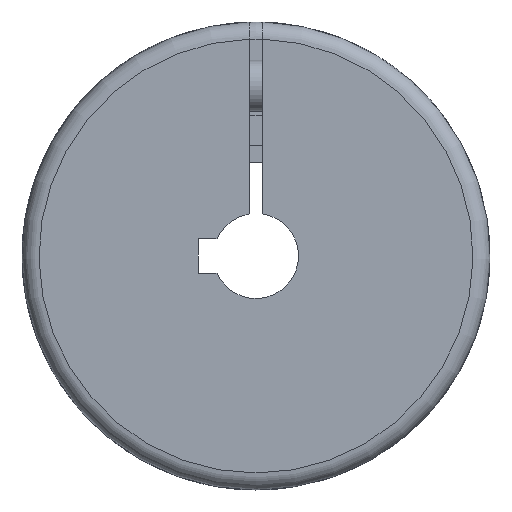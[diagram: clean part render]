
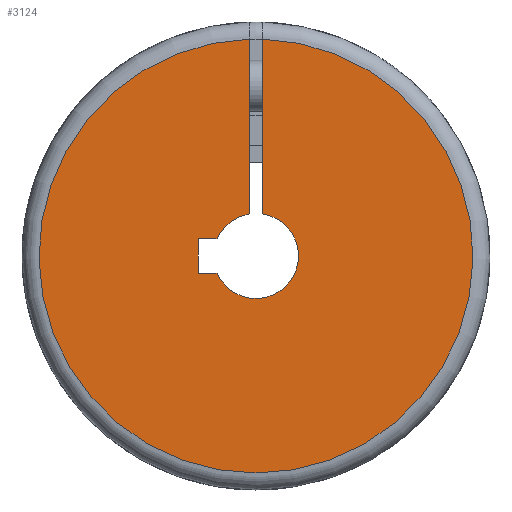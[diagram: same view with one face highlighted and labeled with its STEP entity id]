
A CAD part, left-side view. The second image highlights one B-rep face of the part: STEP entity #3124.
In plain terms, the highlighted face is planar.
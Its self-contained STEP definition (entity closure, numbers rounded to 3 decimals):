
#104=PLANE('',#3517);
#310=CIRCLE('',#3476,5.);
#338=CIRCLE('',#3515,5.);
#340=CIRCLE('',#3518,25.5);
#1096=ORIENTED_EDGE('',*,*,#1656,.F.);
#1097=ORIENTED_EDGE('',*,*,#1604,.F.);
#1098=ORIENTED_EDGE('',*,*,#1657,.F.);
#1099=ORIENTED_EDGE('',*,*,#1658,.T.);
#1100=ORIENTED_EDGE('',*,*,#1659,.F.);
#1101=ORIENTED_EDGE('',*,*,#1653,.F.);
#1102=ORIENTED_EDGE('',*,*,#1660,.F.);
#1103=ORIENTED_EDGE('',*,*,#1661,.F.);
#1604=EDGE_CURVE('',#1949,#1947,#310,.T.);
#1653=EDGE_CURVE('',#1989,#1991,#338,.T.);
#1656=EDGE_CURVE('',#1947,#1993,#2212,.T.);
#1657=EDGE_CURVE('',#1994,#1949,#2213,.T.);
#1658=EDGE_CURVE('',#1994,#1995,#340,.T.);
#1659=EDGE_CURVE('',#1991,#1995,#2214,.T.);
#1660=EDGE_CURVE('',#1996,#1989,#2215,.T.);
#1661=EDGE_CURVE('',#1993,#1996,#2216,.T.);
#1947=VERTEX_POINT('',#5374);
#1949=VERTEX_POINT('',#5378);
#1989=VERTEX_POINT('',#5553);
#1991=VERTEX_POINT('',#5556);
#1993=VERTEX_POINT('',#5562);
#1994=VERTEX_POINT('',#5564);
#1995=VERTEX_POINT('',#5566);
#1996=VERTEX_POINT('',#5569);
#2212=LINE('',#5561,#2434);
#2213=LINE('',#5563,#2435);
#2214=LINE('',#5567,#2436);
#2215=LINE('',#5568,#2437);
#2216=LINE('',#5570,#2438);
#2434=VECTOR('',#4403,1000.);
#2435=VECTOR('',#4404,1000.);
#2436=VECTOR('',#4407,1000.);
#2437=VECTOR('',#4408,1000.);
#2438=VECTOR('',#4409,1000.);
#2638=EDGE_LOOP('',(#1096,#1097,#1098,#1099,#1100,#1101,#1102,#1103));
#2852=FACE_BOUND('',#2638,.T.);
#3124=ADVANCED_FACE('',(#2852),#104,.T.);
#3476=AXIS2_PLACEMENT_3D('',#5379,#4307,#4308);
#3515=AXIS2_PLACEMENT_3D('',#5555,#4396,#4397);
#3517=AXIS2_PLACEMENT_3D('',#5560,#4401,#4402);
#3518=AXIS2_PLACEMENT_3D('',#5565,#4405,#4406);
#4307=DIRECTION('',(1.,0.,0.));
#4308=DIRECTION('',(0.,0.,-1.));
#4396=DIRECTION('',(1.,0.,0.));
#4397=DIRECTION('',(0.,0.,-1.));
#4401=DIRECTION('',(1.,0.,0.));
#4402=DIRECTION('',(0.,0.,-1.));
#4403=DIRECTION('',(0.,0.,1.));
#4404=DIRECTION('',(0.,-1.,0.));
#4405=DIRECTION('',(1.,0.,0.));
#4406=DIRECTION('',(0.,0.,-1.));
#4407=DIRECTION('',(0.,1.,0.));
#4408=DIRECTION('',(0.,0.,-1.));
#4409=DIRECTION('',(0.,-1.,0.));
#5374=CARTESIAN_POINT('',(0.,2.,4.583));
#5378=CARTESIAN_POINT('',(0.,4.943,0.75));
#5379=CARTESIAN_POINT('',(0.,0.,0.));
#5553=CARTESIAN_POINT('',(0.,-2.,4.583));
#5555=CARTESIAN_POINT('',(0.,0.,0.));
#5556=CARTESIAN_POINT('',(0.,4.943,-0.75));
#5560=CARTESIAN_POINT('',(0.,5.,0.));
#5561=CARTESIAN_POINT('',(0.,2.,-3.2));
#5562=CARTESIAN_POINT('',(0.,2.,6.8));
#5563=CARTESIAN_POINT('',(0.,55.,0.75));
#5564=CARTESIAN_POINT('',(0.,25.489,0.75));
#5565=CARTESIAN_POINT('',(0.,0.,0.));
#5566=CARTESIAN_POINT('',(0.,25.489,-0.75));
#5567=CARTESIAN_POINT('',(0.,0.,-0.75));
#5568=CARTESIAN_POINT('',(0.,-2.,6.8));
#5569=CARTESIAN_POINT('',(0.,-2.,6.8));
#5570=CARTESIAN_POINT('',(0.,2.,6.8));
